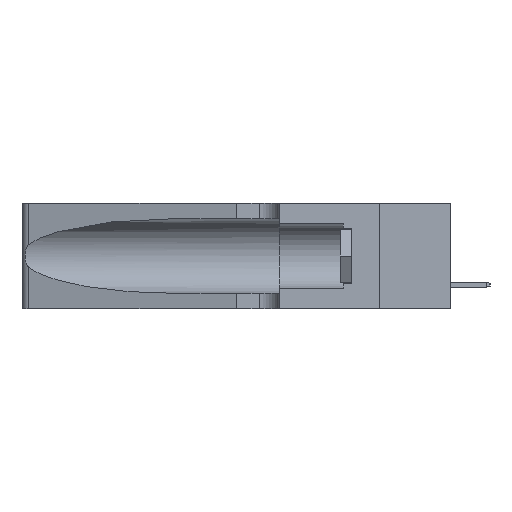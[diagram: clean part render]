
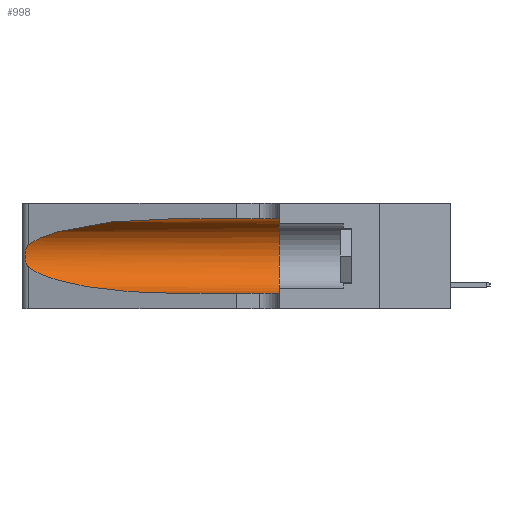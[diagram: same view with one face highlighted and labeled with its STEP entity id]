
A CAD part, left-side view. The second image highlights one B-rep face of the part: STEP entity #998.
In plain terms, the highlighted cylindrical face has radius 3.308 mm (diameter 6.617 mm), a partial arc.
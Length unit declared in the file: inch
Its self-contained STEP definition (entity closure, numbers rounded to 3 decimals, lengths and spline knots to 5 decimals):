
#998 = ADVANCED_FACE ( 'NONE', ( #23515 ), #5175, .F. ) ;
#1002 = AXIS2_PLACEMENT_3D ( 'NONE', #18709, #14773, #10404 ) ;
#1452 = VERTEX_POINT ( 'NONE', #24260 ) ;
#1553 = EDGE_CURVE ( 'NONE', #4700, #18655, #20925, .T. ) ;
#1668 = CARTESIAN_POINT ( 'NONE',  ( 0.25487, 1.22718, 0.22369 ) ) ;
#1721 = ORIENTED_EDGE ( 'NONE', *, *, #24300, .T. ) ;
#2012 = CARTESIAN_POINT ( 'NONE',  ( 0.1305, 0.35, 0.31525 ) ) ;
#2746 = EDGE_CURVE ( 'NONE', #12136, #1452, #11833, .T. ) ;
#2853 = DIRECTION ( 'NONE',  ( 0., -1., 0. ) ) ;
#2910 = VECTOR ( 'NONE', #24166, 39.37008 ) ;
#3722 = CARTESIAN_POINT ( 'NONE',  ( 0.26017, 1.23833, 0.17102 ) ) ;
#3859 = CARTESIAN_POINT ( 'NONE',  ( 0.25856, 1.23593, 0.16098 ) ) ;
#4700 = VERTEX_POINT ( 'NONE', #6995 ) ;
#4776 = DIRECTION ( 'NONE',  ( 0., -1., 0. ) ) ;
#5175 = CYLINDRICAL_SURFACE ( 'NONE', #15450, 0.13025 ) ;
#5249 = CARTESIAN_POINT ( 'NONE',  ( 0.2373, 1.15595, 0.28018 ) ) ;
#5498 = ORIENTED_EDGE ( 'NONE', *, *, #13773, .F. ) ;
#5655 = CARTESIAN_POINT ( 'NONE',  ( 0.26075, 1.23896, 0.178 ) ) ;
#5921 = CARTESIAN_POINT ( 'NONE',  ( 0.25555, 1.22994, 0.2215 ) ) ;
#6995 = CARTESIAN_POINT ( 'NONE',  ( 0.25487, 1.22718, 0.22369 ) ) ;
#7043 = CARTESIAN_POINT ( 'NONE',  ( 0.18966, 0.96281, 0.31525 ) ) ;
#7224 = VECTOR ( 'NONE', #2853, 39.37008 ) ;
#7246 = CARTESIAN_POINT ( 'NONE',  ( 0.1305, 0.72297, 0.05475 ) ) ;
#7369 = EDGE_CURVE ( 'NONE', #18655, #12136, #16572, .T. ) ;
#8238 = CARTESIAN_POINT ( 'NONE',  ( 0.25555, 1.22993, 0.14849 ) ) ;
#8589 = EDGE_LOOP ( 'NONE', ( #1721, #20023, #23862, #18652, #19456, #5498 ) ) ;
#9007 = CARTESIAN_POINT ( 'NONE',  ( 0.1305, 1.61858, 0.31525 ) ) ;
#9500 = EDGE_CURVE ( 'NONE', #18577, #1452, #15416, .T. ) ;
#9745 = CARTESIAN_POINT ( 'NONE',  ( 0.25639, 1.23184, 0.21858 ) ) ;
#10022 = CARTESIAN_POINT ( 'NONE',  ( 0.25789, 1.23486, 0.15765 ) ) ;
#10404 = DIRECTION ( 'NONE',  ( 0., 0., 1. ) ) ;
#11833 = LINE ( 'NONE', #24572, #2910 ) ;
#12136 = VERTEX_POINT ( 'NONE', #7246 ) ;
#12921 = VERTEX_POINT ( 'NONE', #17425 ) ;
#13106 = DIRECTION ( 'NONE',  ( 0., 0., -1. ) ) ;
#13773 = EDGE_CURVE ( 'NONE', #12921, #18577, #21568, .T. ) ;
#14462 = CARTESIAN_POINT ( 'NONE',  ( 0.25487, 1.22718, 0.14631 ) ) ;
#14773 = DIRECTION ( 'NONE',  ( 0., 1., 0. ) ) ;
#14995 = CARTESIAN_POINT ( 'NONE',  ( 0.25487, 1.22718, 0.14631 ) ) ;
#15416 = CIRCLE ( 'NONE', #1002, 0.13025 ) ;
#15450 = AXIS2_PLACEMENT_3D ( 'NONE', #17471, #4776, #13106 ) ;
#16496 = CARTESIAN_POINT ( 'NONE',  ( 0.18966, 0.96281, 0.05475 ) ) ;
#16565 = CARTESIAN_POINT ( 'NONE',  ( 0.25639, 1.23186, 0.15144 ) ) ;
#16572 =( BOUNDED_CURVE ( )  B_SPLINE_CURVE ( 3, ( #14462, #18393, #16496, #16640 ),
 .UNSPECIFIED., .F., .T. ) 
 B_SPLINE_CURVE_WITH_KNOTS ( ( 4, 4 ),
 ( 3.44316, 4.71239 ),
 .UNSPECIFIED. ) 
 CURVE ( )  GEOMETRIC_REPRESENTATION_ITEM ( )  RATIONAL_B_SPLINE_CURVE ( ( 1., 0.87, 0.87, 1. ) ) 
 REPRESENTATION_ITEM ( '' )  );
#16640 = CARTESIAN_POINT ( 'NONE',  ( 0.1305, 0.72297, 0.05475 ) ) ;
#17425 = CARTESIAN_POINT ( 'NONE',  ( 0.1305, 0.72297, 0.31525 ) ) ;
#17471 = CARTESIAN_POINT ( 'NONE',  ( 0.1305, 1.61858, 0.185 ) ) ;
#18393 = CARTESIAN_POINT ( 'NONE',  ( 0.2373, 1.15595, 0.08982 ) ) ;
#18577 = VERTEX_POINT ( 'NONE', #2012 ) ;
#18652 = ORIENTED_EDGE ( 'NONE', *, *, #2746, .T. ) ;
#18655 = VERTEX_POINT ( 'NONE', #14995 ) ;
#18709 = CARTESIAN_POINT ( 'NONE',  ( 0.1305, 0.35, 0.185 ) ) ;
#19456 = ORIENTED_EDGE ( 'NONE', *, *, #9500, .F. ) ;
#20023 = ORIENTED_EDGE ( 'NONE', *, *, #1553, .T. ) ;
#20238 = CARTESIAN_POINT ( 'NONE',  ( 0.25787, 1.23484, 0.2124 ) ) ;
#20650 = CARTESIAN_POINT ( 'NONE',  ( 0.26018, 1.23835, 0.19895 ) ) ;
#20925 = B_SPLINE_CURVE_WITH_KNOTS ( 'NONE', 3,
 ( #1668, #5921, #9745, #20238, #22735, #20650, #26448, #5655, #3722, #3859, #10022, #16565, #8238, #26724 ),
 .UNSPECIFIED., .F., .F.,
 ( 4, 2, 2, 2, 2, 2, 4 ),
 ( 0., 0.00027, 0.00053, 0.00107, 0.0016, 0.00187, 0.00214 ),
 .UNSPECIFIED. ) ;
#21568 = LINE ( 'NONE', #9007, #7224 ) ;
#22166 =( BOUNDED_CURVE ( )  B_SPLINE_CURVE ( 3, ( #26054, #7043, #5249, #26692 ),
 .UNSPECIFIED., .F., .T. ) 
 B_SPLINE_CURVE_WITH_KNOTS ( ( 4, 4 ),
 ( 1.5708, 2.84003 ),
 .UNSPECIFIED. ) 
 CURVE ( )  GEOMETRIC_REPRESENTATION_ITEM ( )  RATIONAL_B_SPLINE_CURVE ( ( 1., 0.87, 0.87, 1. ) ) 
 REPRESENTATION_ITEM ( '' )  );
#22735 = CARTESIAN_POINT ( 'NONE',  ( 0.25854, 1.2359, 0.20912 ) ) ;
#23515 = FACE_OUTER_BOUND ( 'NONE', #8589, .T. ) ;
#23862 = ORIENTED_EDGE ( 'NONE', *, *, #7369, .T. ) ;
#24166 = DIRECTION ( 'NONE',  ( 0., -1., 0. ) ) ;
#24260 = CARTESIAN_POINT ( 'NONE',  ( 0.1305, 0.35, 0.05475 ) ) ;
#24300 = EDGE_CURVE ( 'NONE', #12921, #4700, #22166, .T. ) ;
#24572 = CARTESIAN_POINT ( 'NONE',  ( 0.1305, 1.61858, 0.05475 ) ) ;
#26054 = CARTESIAN_POINT ( 'NONE',  ( 0.1305, 0.72297, 0.31525 ) ) ;
#26448 = CARTESIAN_POINT ( 'NONE',  ( 0.26075, 1.23896, 0.19203 ) ) ;
#26692 = CARTESIAN_POINT ( 'NONE',  ( 0.25487, 1.22718, 0.22369 ) ) ;
#26724 = CARTESIAN_POINT ( 'NONE',  ( 0.25487, 1.22718, 0.14631 ) ) ;
